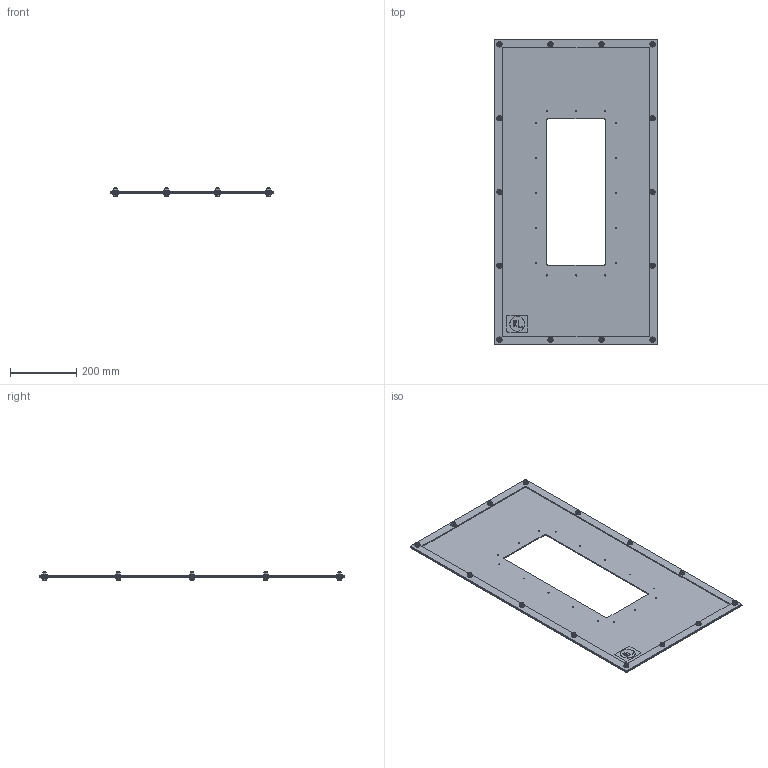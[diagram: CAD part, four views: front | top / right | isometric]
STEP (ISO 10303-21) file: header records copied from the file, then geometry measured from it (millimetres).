
FILE_DESCRIPTION(/* description */ ('36-1/4" X 19-13/32" DRIVE COVER PLATE'),/* implementation_level */ '2;1');
FILE_NAME(/* name */ 'DF52CVPF3.stp',/* time_stamp */ '2017-09-06T13:47:11+05:00',/* author */ ('vdas'),/* organization */ (''),/* preprocessor_version */ 'ST-DEVELOPER v16.1',/* originating_system */ 'Autodesk Inventor 2016',/* authorisation */ '');
FILE_SCHEMA (('AUTOMOTIVE_DESIGN { 1 0 10303 214 3 1 1 }'));
Length unit declared in the file: inch
Products named in the file (9): DF52CVPF3; DF52CVPGSKT; 30221; 3905; 3907; 34929; 10 GA TO 14 GA w 0.125 Comp; 34466; DF52CVPF3_1
Assembly tree (21 placements, depth 3):
  DF52CVPF3_1
    DF52CVPF3
    DF52CVPGSKT
    10 GA TO 14 GA w 0.125 Comp  x14
      30221
      3905
      3907
      34929
    34466
Bounding box: 492.92 x 920.75 x 24.22 mm (x, y, z)
Volume: 1439845.6 mm3; surface area: 956739.9 mm2
Topology: 59 solids, 59 shells, 846 faces, 1833 edges, 1138 vertices
Faces by surface type: plane 440, cylinder 196, cone 154, bspline 28, torus 28
Full cylindrical faces by diameter (mm): 3.505 x16, 4.978 x14, 5.556 x14, 5.969 x14, 6.35 x14, 6.985 x14, 7.144 x14, 7.366 x14, 11.049 x14, 11.125 x14, 15.24 x14, 15.875 x14, 16.51 x14, 44.45 x1, 44.958 x1
Entity records: 5043 total; most frequent: CARTESIAN_POINT 868, DIRECTION 823, ORIENTED_EDGE 650, AXIS2_PLACEMENT_3D 339, EDGE_LOOP 325, EDGE_CURVE 325, VERTEX_POINT 252, FACE_BOUND 168
